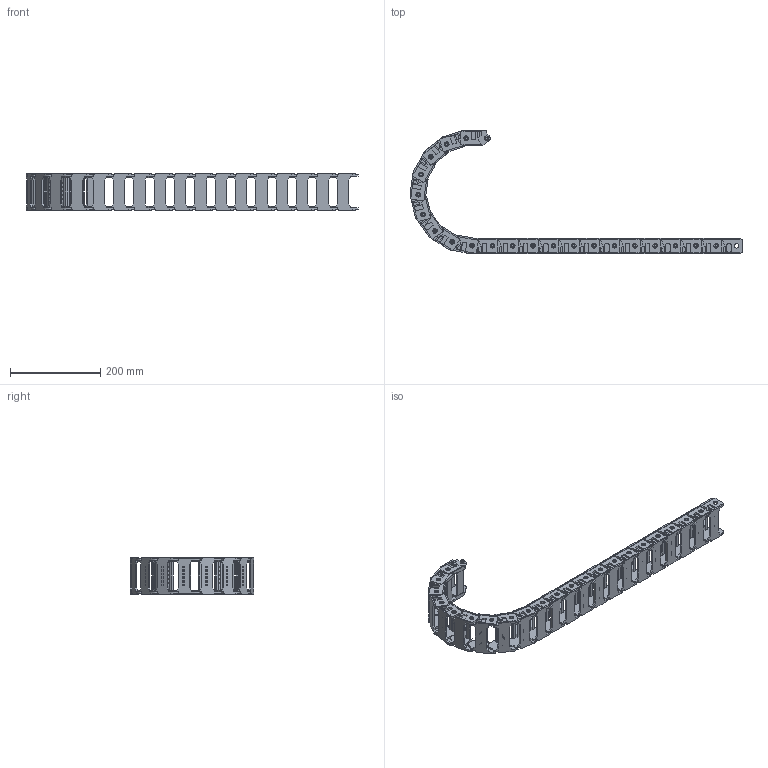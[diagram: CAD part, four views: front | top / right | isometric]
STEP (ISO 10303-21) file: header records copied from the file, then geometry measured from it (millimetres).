
FILE_DESCRIPTION (( 'STEP AP214' ), '1' );
FILE_NAME ('CDC-10X24R47N.STEP', '2025-04-03T16:18:09', ( '' ), ( '' ), 'SwSTEP 2.0', 'SolidWorks 2024', '' );
FILE_SCHEMA (( 'AUTOMOTIVE_DESIGN' ));
Length unit declared in the file: millimetre
Products named in the file (1): CDC-10X24R47N
Bounding box: 734.23 x 274 x 80 mm (x, y, z)
Volume: 679887.9 mm3; surface area: 413030.7 mm2
Topology: 22 solids, 22 shells, 4400 faces, 12540 edges, 8360 vertices
Faces by surface type: plane 3300, cylinder 1100
Entity records: 142908 total; most frequent: CARTESIAN_POINT 25301, ORIENTED_EDGE 25080, DIRECTION 23630, EDGE_CURVE 12540, VECTOR 10252, LINE 10252, VERTEX_POINT 8360, AXIS2_PLACEMENT_3D 6689
